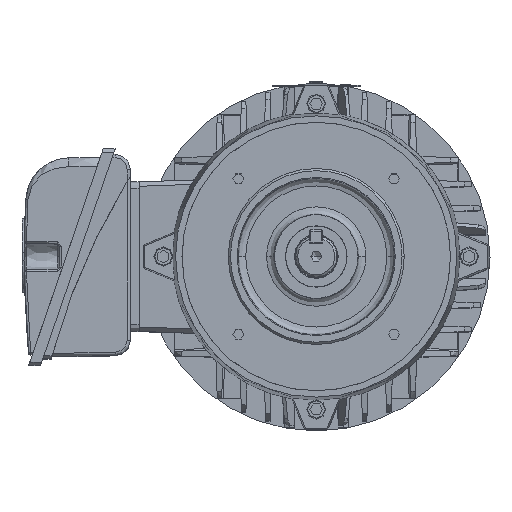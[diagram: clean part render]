
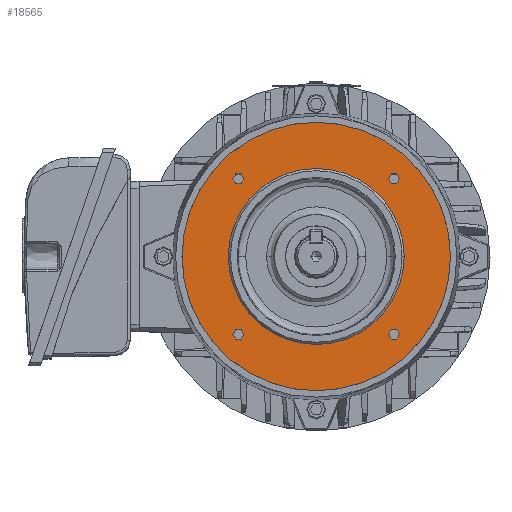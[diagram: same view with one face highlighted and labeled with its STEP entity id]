
A CAD part, top view. The second image highlights one B-rep face of the part: STEP entity #18565.
In plain terms, the highlighted planar face has unit normal (0, 0, 1).
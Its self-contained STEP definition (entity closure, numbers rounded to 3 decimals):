
#982 = CARTESIAN_POINT ( 'NONE',  ( 61.026, 0., 7.1 ) ) ;
#1125 = EDGE_LOOP ( 'NONE', ( #54078, #12166 ) ) ;
#1197 = EDGE_CURVE ( 'NONE', #33531, #31393, #56358, .T. ) ;
#2141 = EDGE_LOOP ( 'NONE', ( #28823, #47583 ) ) ;
#3266 = DIRECTION ( 'NONE',  ( 1., 0., 0. ) ) ;
#4357 = DIRECTION ( 'NONE',  ( 0., 0., -1. ) ) ;
#4794 = AXIS2_PLACEMENT_3D ( 'NONE', #63435, #4357, #20722 ) ;
#4979 = AXIS2_PLACEMENT_3D ( 'NONE', #53884, #16750, #16038 ) ;
#5159 = CIRCLE ( 'NONE', #49741, 2.5 ) ;
#5788 = CARTESIAN_POINT ( 'NONE',  ( 40., 0., 7.1 ) ) ;
#6664 = VERTEX_POINT ( 'NONE', #38422 ) ;
#8638 = DIRECTION ( 'NONE',  ( -1., 0., 0. ) ) ;
#8692 = FACE_BOUND ( 'NONE', #1125, .T. ) ;
#9301 = EDGE_LOOP ( 'NONE', ( #46626, #23485 ) ) ;
#10706 = DIRECTION ( 'NONE',  ( 0., 0., 1. ) ) ;
#11329 = VERTEX_POINT ( 'NONE', #12780 ) ;
#11712 = CARTESIAN_POINT ( 'NONE',  ( 37.855, 35.355, 7.1 ) ) ;
#12166 = ORIENTED_EDGE ( 'NONE', *, *, #50704, .F. ) ;
#12310 = CARTESIAN_POINT ( 'NONE',  ( 0., 0., 7.1 ) ) ;
#12780 = CARTESIAN_POINT ( 'NONE',  ( -40., 0., 7.1 ) ) ;
#13085 = AXIS2_PLACEMENT_3D ( 'NONE', #45746, #13980, #8638 ) ;
#13788 = CARTESIAN_POINT ( 'NONE',  ( -35.355, -35.355, 7.1 ) ) ;
#13980 = DIRECTION ( 'NONE',  ( 0., 0., -1. ) ) ;
#14051 = EDGE_CURVE ( 'NONE', #36609, #66832, #32430, .T. ) ;
#15642 = AXIS2_PLACEMENT_3D ( 'NONE', #69253, #15981, #22749 ) ;
#15981 = DIRECTION ( 'NONE',  ( 0., 0., -1. ) ) ;
#16038 = DIRECTION ( 'NONE',  ( 1., 0., 0. ) ) ;
#16107 = CARTESIAN_POINT ( 'NONE',  ( -35.355, 35.355, 7.1 ) ) ;
#16395 = EDGE_CURVE ( 'NONE', #39377, #6664, #51599, .T. ) ;
#16750 = DIRECTION ( 'NONE',  ( 0., 0., 1. ) ) ;
#17755 = CARTESIAN_POINT ( 'NONE',  ( 35.355, -35.355, 7.1 ) ) ;
#17882 = FACE_BOUND ( 'NONE', #57088, .T. ) ;
#18540 = DIRECTION ( 'NONE',  ( -1., 0., 0. ) ) ;
#18565 = ADVANCED_FACE ( 'NONE', ( #58043, #17882, #8692, #38766, #19570, #29575 ), #61033, .F. ) ;
#19570 = FACE_BOUND ( 'NONE', #53048, .T. ) ;
#20722 = DIRECTION ( 'NONE',  ( -1., 0., 0. ) ) ;
#21698 = AXIS2_PLACEMENT_3D ( 'NONE', #13788, #35088, #3266 ) ;
#22376 = EDGE_CURVE ( 'NONE', #28231, #60018, #5159, .T. ) ;
#22749 = DIRECTION ( 'NONE',  ( -1., 0., 0. ) ) ;
#23164 = EDGE_CURVE ( 'NONE', #31393, #33531, #28479, .T. ) ;
#23485 = ORIENTED_EDGE ( 'NONE', *, *, #23164, .F. ) ;
#24522 = DIRECTION ( 'NONE',  ( 1., 0., 0. ) ) ;
#25952 = ORIENTED_EDGE ( 'NONE', *, *, #14051, .F. ) ;
#26096 = DIRECTION ( 'NONE',  ( 0., 0., 1. ) ) ;
#26139 = VERTEX_POINT ( 'NONE', #42406 ) ;
#26317 = CIRCLE ( 'NONE', #66930, 2.5 ) ;
#28231 = VERTEX_POINT ( 'NONE', #36313 ) ;
#28351 = VERTEX_POINT ( 'NONE', #5788 ) ;
#28462 = EDGE_CURVE ( 'NONE', #11329, #28351, #54813, .T. ) ;
#28479 = CIRCLE ( 'NONE', #62309, 2.5 ) ;
#28823 = ORIENTED_EDGE ( 'NONE', *, *, #35574, .F. ) ;
#29192 = VERTEX_POINT ( 'NONE', #11712 ) ;
#29575 = FACE_OUTER_BOUND ( 'NONE', #61705, .T. ) ;
#30085 = DIRECTION ( 'NONE',  ( 0., 0., 1. ) ) ;
#30982 = CARTESIAN_POINT ( 'NONE',  ( -35.355, -35.355, 7.1 ) ) ;
#31267 = CIRCLE ( 'NONE', #4979, 2.5 ) ;
#31393 = VERTEX_POINT ( 'NONE', #55322 ) ;
#32430 = CIRCLE ( 'NONE', #68570, 61.026 ) ;
#32664 = DIRECTION ( 'NONE',  ( 1., 0., 0. ) ) ;
#33531 = VERTEX_POINT ( 'NONE', #63922 ) ;
#34267 = DIRECTION ( 'NONE',  ( -1., 0., 0. ) ) ;
#34562 = DIRECTION ( 'NONE',  ( 1., 0., 0. ) ) ;
#35088 = DIRECTION ( 'NONE',  ( 0., 0., 1. ) ) ;
#35573 = EDGE_CURVE ( 'NONE', #26139, #29192, #26317, .T. ) ;
#35574 = EDGE_CURVE ( 'NONE', #60018, #28231, #54742, .T. ) ;
#36313 = CARTESIAN_POINT ( 'NONE',  ( -37.855, 35.355, 7.1 ) ) ;
#36609 = VERTEX_POINT ( 'NONE', #982 ) ;
#38422 = CARTESIAN_POINT ( 'NONE',  ( -37.855, -35.355, 7.1 ) ) ;
#38766 = FACE_BOUND ( 'NONE', #9301, .T. ) ;
#39377 = VERTEX_POINT ( 'NONE', #42146 ) ;
#39903 = DIRECTION ( 'NONE',  ( 0., 0., 1. ) ) ;
#40435 = DIRECTION ( 'NONE',  ( 0., 0., -1. ) ) ;
#40938 = DIRECTION ( 'NONE',  ( 1., 0., 0. ) ) ;
#41029 = ORIENTED_EDGE ( 'NONE', *, *, #59287, .F. ) ;
#41932 = CARTESIAN_POINT ( 'NONE',  ( -61.026, 0., 7.1 ) ) ;
#42146 = CARTESIAN_POINT ( 'NONE',  ( -32.855, -35.355, 7.1 ) ) ;
#42406 = CARTESIAN_POINT ( 'NONE',  ( 32.855, 35.355, 7.1 ) ) ;
#42968 = CIRCLE ( 'NONE', #68163, 2.5 ) ;
#43516 = AXIS2_PLACEMENT_3D ( 'NONE', #62102, #30085, #24522 ) ;
#43529 = ORIENTED_EDGE ( 'NONE', *, *, #57473, .T. ) ;
#44512 = DIRECTION ( 'NONE',  ( 0., 0., -1. ) ) ;
#45679 = ORIENTED_EDGE ( 'NONE', *, *, #60525, .F. ) ;
#45746 = CARTESIAN_POINT ( 'NONE',  ( 0., 0., 7.1 ) ) ;
#46626 = ORIENTED_EDGE ( 'NONE', *, *, #1197, .F. ) ;
#47583 = ORIENTED_EDGE ( 'NONE', *, *, #22376, .F. ) ;
#48208 = AXIS2_PLACEMENT_3D ( 'NONE', #17755, #39903, #34562 ) ;
#49741 = AXIS2_PLACEMENT_3D ( 'NONE', #16107, #10706, #32664 ) ;
#50704 = EDGE_CURVE ( 'NONE', #6664, #39377, #42968, .T. ) ;
#50705 = DIRECTION ( 'NONE',  ( 0., 0., 1. ) ) ;
#51164 = DIRECTION ( 'NONE',  ( 1., 0., 0. ) ) ;
#51599 = CIRCLE ( 'NONE', #21698, 2.5 ) ;
#51790 = AXIS2_PLACEMENT_3D ( 'NONE', #55910, #40435, #18540 ) ;
#53048 = EDGE_LOOP ( 'NONE', ( #55936, #43529 ) ) ;
#53884 = CARTESIAN_POINT ( 'NONE',  ( 35.355, 35.355, 7.1 ) ) ;
#54078 = ORIENTED_EDGE ( 'NONE', *, *, #16395, .F. ) ;
#54742 = CIRCLE ( 'NONE', #43516, 2.5 ) ;
#54813 = CIRCLE ( 'NONE', #4794, 40. ) ;
#55322 = CARTESIAN_POINT ( 'NONE',  ( 32.855, -35.355, 7.1 ) ) ;
#55910 = CARTESIAN_POINT ( 'NONE',  ( 0., 62.5, 7.1 ) ) ;
#55936 = ORIENTED_EDGE ( 'NONE', *, *, #28462, .T. ) ;
#56358 = CIRCLE ( 'NONE', #48208, 2.5 ) ;
#57088 = EDGE_LOOP ( 'NONE', ( #41029, #63784 ) ) ;
#57473 = EDGE_CURVE ( 'NONE', #28351, #11329, #62377, .T. ) ;
#57794 = DIRECTION ( 'NONE',  ( 0., 0., 1. ) ) ;
#58043 = FACE_BOUND ( 'NONE', #2141, .T. ) ;
#58786 = CIRCLE ( 'NONE', #13085, 61.026 ) ;
#59287 = EDGE_CURVE ( 'NONE', #29192, #26139, #31267, .T. ) ;
#60018 = VERTEX_POINT ( 'NONE', #62596 ) ;
#60525 = EDGE_CURVE ( 'NONE', #66832, #36609, #58786, .T. ) ;
#61033 = PLANE ( 'NONE',  #51790 ) ;
#61414 = CARTESIAN_POINT ( 'NONE',  ( 35.355, 35.355, 7.1 ) ) ;
#61705 = EDGE_LOOP ( 'NONE', ( #45679, #25952 ) ) ;
#62102 = CARTESIAN_POINT ( 'NONE',  ( -35.355, 35.355, 7.1 ) ) ;
#62309 = AXIS2_PLACEMENT_3D ( 'NONE', #63114, #57794, #40938 ) ;
#62377 = CIRCLE ( 'NONE', #15642, 40. ) ;
#62596 = CARTESIAN_POINT ( 'NONE',  ( -32.855, 35.355, 7.1 ) ) ;
#63114 = CARTESIAN_POINT ( 'NONE',  ( 35.355, -35.355, 7.1 ) ) ;
#63435 = CARTESIAN_POINT ( 'NONE',  ( 0., 0., 7.1 ) ) ;
#63784 = ORIENTED_EDGE ( 'NONE', *, *, #35573, .F. ) ;
#63922 = CARTESIAN_POINT ( 'NONE',  ( 37.855, -35.355, 7.1 ) ) ;
#66832 = VERTEX_POINT ( 'NONE', #41932 ) ;
#66930 = AXIS2_PLACEMENT_3D ( 'NONE', #61414, #50705, #51164 ) ;
#68163 = AXIS2_PLACEMENT_3D ( 'NONE', #30982, #26096, #69059 ) ;
#68570 = AXIS2_PLACEMENT_3D ( 'NONE', #12310, #44512, #34267 ) ;
#69059 = DIRECTION ( 'NONE',  ( 1., 0., 0. ) ) ;
#69253 = CARTESIAN_POINT ( 'NONE',  ( 0., 0., 7.1 ) ) ;
